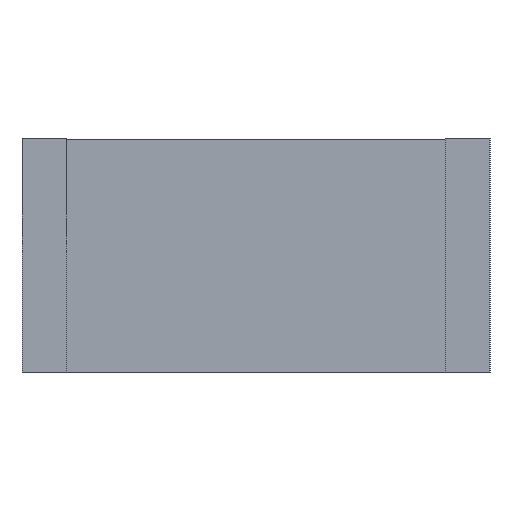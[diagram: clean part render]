
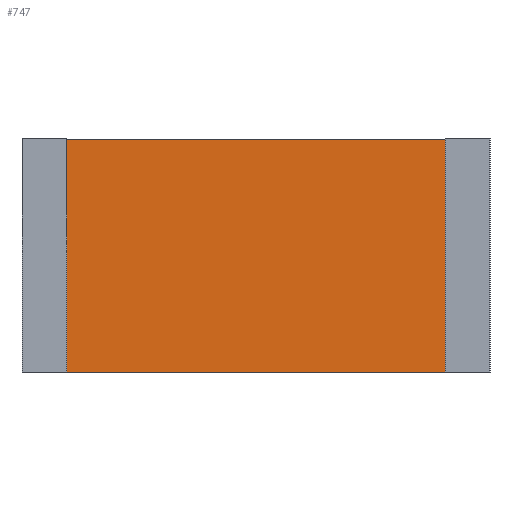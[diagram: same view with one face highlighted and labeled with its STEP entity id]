
A CAD part, front view. The second image highlights one B-rep face of the part: STEP entity #747.
In plain terms, the highlighted planar face has unit normal (0, -1, 0).
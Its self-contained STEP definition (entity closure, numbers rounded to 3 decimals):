
#134 = CARTESIAN_POINT ( 'NONE',  ( 3.13, 0., -1.57 ) ) ;
#354 = VERTEX_POINT ( 'NONE', #4184 ) ;
#489 = VECTOR ( 'NONE', #1382, 1000. ) ;
#674 = LINE ( 'NONE', #1213, #2387 ) ;
#747 = ADVANCED_FACE ( 'N', ( #748 ), #4534, .F. ) ;
#748 = FACE_OUTER_BOUND ( 'NONE', #4963, .T. ) ;
#781 = DIRECTION ( 'NONE',  ( -1., 0., 0. ) ) ;
#797 = DIRECTION ( 'NONE',  ( 1., 0., 0. ) ) ;
#976 = ORIENTED_EDGE ( 'NONE', *, *, #2221, .T. ) ;
#1063 = DIRECTION ( 'NONE',  ( 0., 0., 1. ) ) ;
#1123 = EDGE_CURVE ( 'NONE', #4662, #4293, #2271, .T. ) ;
#1213 = CARTESIAN_POINT ( 'NONE',  ( -3.13, 0., 1.57 ) ) ;
#1382 = DIRECTION ( 'NONE',  ( 0., 0., -1. ) ) ;
#1404 = LINE ( 'NONE', #4459, #489 ) ;
#1409 = ORIENTED_EDGE ( 'NONE', *, *, #3065, .T. ) ;
#1567 = VECTOR ( 'NONE', #797, 1000. ) ;
#1581 = EDGE_CURVE ( 'NONE', #1664, #354, #1404, .T. ) ;
#1664 = VERTEX_POINT ( 'NONE', #3264 ) ;
#1702 = ORIENTED_EDGE ( 'NONE', *, *, #1581, .T. ) ;
#2106 = DIRECTION ( 'NONE',  ( 0., 0., 1. ) ) ;
#2221 = EDGE_CURVE ( 'NONE', #354, #4662, #3362, .T. ) ;
#2271 = LINE ( 'NONE', #134, #3176 ) ;
#2387 = VECTOR ( 'NONE', #781, 1000. ) ;
#2492 = CARTESIAN_POINT ( 'NONE',  ( 3.13, 0., 1.57 ) ) ;
#2989 = DIRECTION ( 'NONE',  ( 0., 1., 0. ) ) ;
#3065 = EDGE_CURVE ( 'NONE', #4293, #1664, #674, .T. ) ;
#3176 = VECTOR ( 'NONE', #2106, 1000. ) ;
#3264 = CARTESIAN_POINT ( 'NONE',  ( -3.13, 0., 1.57 ) ) ;
#3362 = LINE ( 'NONE', #5001, #1567 ) ;
#3986 = ORIENTED_EDGE ( 'NONE', *, *, #1123, .T. ) ;
#4184 = CARTESIAN_POINT ( 'NONE',  ( -3.13, 0., -1.57 ) ) ;
#4293 = VERTEX_POINT ( 'NONE', #2492 ) ;
#4459 = CARTESIAN_POINT ( 'NONE',  ( -3.13, 0., -1.57 ) ) ;
#4534 = PLANE ( 'NONE',  #4989 ) ;
#4601 = CARTESIAN_POINT ( 'NONE',  ( 3.13, 0., -1.57 ) ) ;
#4662 = VERTEX_POINT ( 'NONE', #4601 ) ;
#4905 = CARTESIAN_POINT ( 'NONE',  ( 0., 0., 0. ) ) ;
#4963 = EDGE_LOOP ( 'NONE', ( #1409, #1702, #976, #3986 ) ) ;
#4989 = AXIS2_PLACEMENT_3D ( 'NONE', #4905, #2989, #1063 ) ;
#5001 = CARTESIAN_POINT ( 'NONE',  ( -3.13, 0., -1.57 ) ) ;
